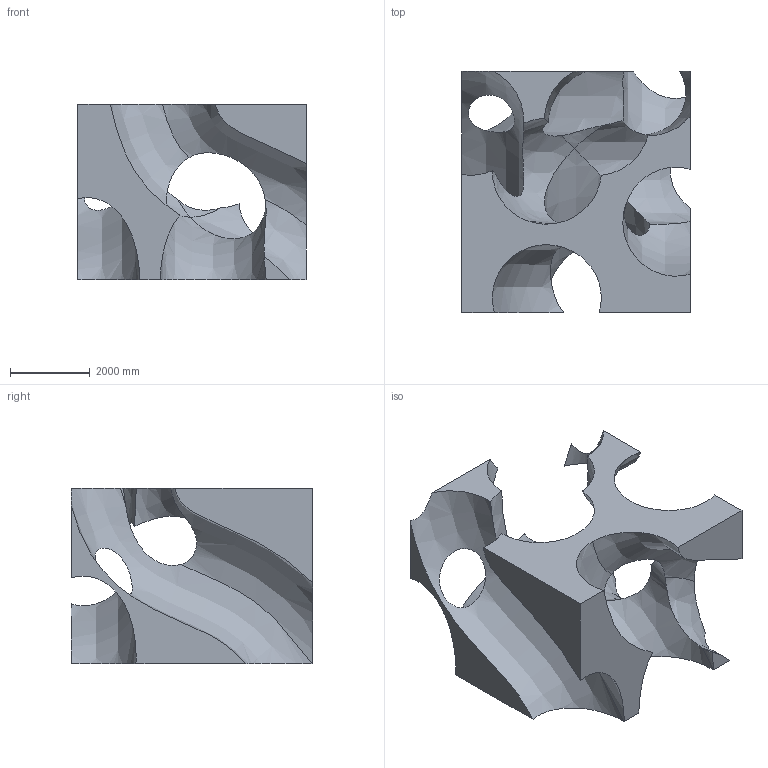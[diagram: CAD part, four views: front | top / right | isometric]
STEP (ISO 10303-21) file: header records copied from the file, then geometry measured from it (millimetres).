
FILE_DESCRIPTION(('CATIA V5 STEP Exchange'),'2;1');
FILE_NAME('cheese.stp','2011-08-17T06:57:28+00:00',('none'),('none'),'CATIA Version 5 Release 19 SP 5 (IN-10)','CATIA V5 STEP AP203','none');
FILE_SCHEMA(('CONFIG_CONTROL_DESIGN'));
Length unit declared in the file: millimetre
Products named in the file (1): Part1
Bounding box: 5728.44 x 6046.5 x 4393 mm (x, y, z)
Volume: 42930413730.8 mm3; surface area: 161118593 mm2
Topology: 1 solids, 1 shells, 40 faces, 119 edges, 79 vertices
Faces by surface type: bspline 26, plane 14
Entity records: 27788 total; most frequent: CARTESIAN_POINT 27018, ORIENTED_EDGE 238, EDGE_CURVE 119, B_SPLINE_CURVE_WITH_KNOTS 89, VERTEX_POINT 79, EDGE_LOOP 42, ADVANCED_FACE 40, FACE_OUTER_BOUND 40
